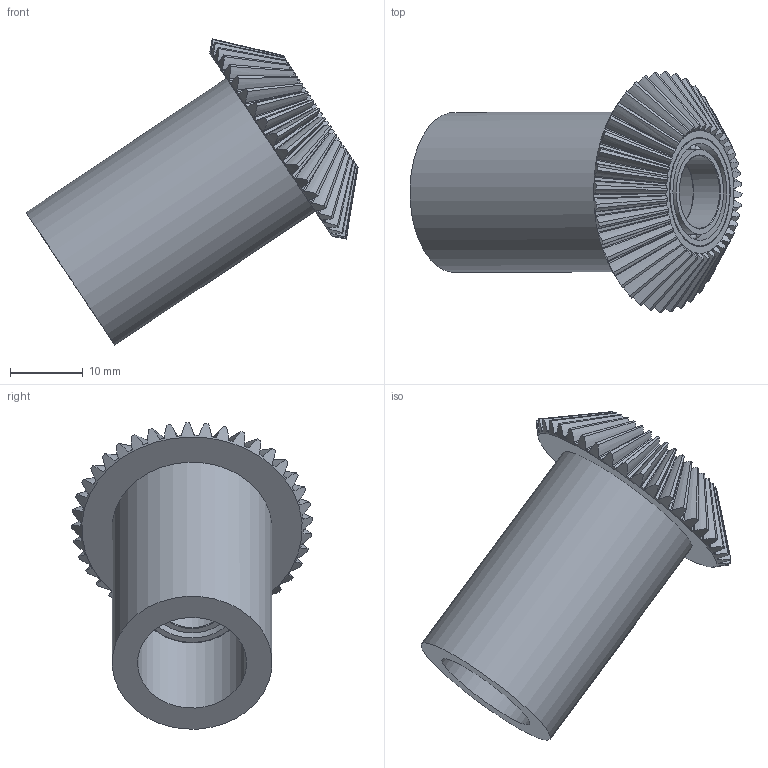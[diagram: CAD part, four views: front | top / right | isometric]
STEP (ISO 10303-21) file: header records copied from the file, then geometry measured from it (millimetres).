
FILE_DESCRIPTION (( 'STEP AP203' ), '1' );
FILE_NAME ('link6.STEP', '2022-04-03T21:29:17', ( '' ), ( '' ), 'SwSTEP 2.0', 'SolidWorks 2021', '' );
FILE_SCHEMA (( 'CONFIG_CONTROL_DESIGN' ));
Length unit declared in the file: millimetre
Products named in the file (1): link6
Bounding box: 45.64 x 33.12 x 42.11 mm (x, y, z)
Volume: 10081.2 mm3; surface area: 8379.3 mm2
Topology: 3 solids, 3 shells, 455 faces, 1689 edges, 1125 vertices
Faces by surface type: bspline 200, torus 128, sphere 60, cone 42, cylinder 14, plane 11
Full cylindrical faces by diameter (mm): 10 x2, 11.667 x4, 13.333 x4, 15 x3, 22 x1
Entity records: 24807 total; most frequent: CARTESIAN_POINT 13904, ORIENTED_EDGE 2940, EDGE_CURVE 1470, DIRECTION 1372, VERTEX_POINT 990, B_SPLINE_CURVE_WITH_KNOTS 960, AXIS2_PLACEMENT_3D 606, EDGE_LOOP 550
